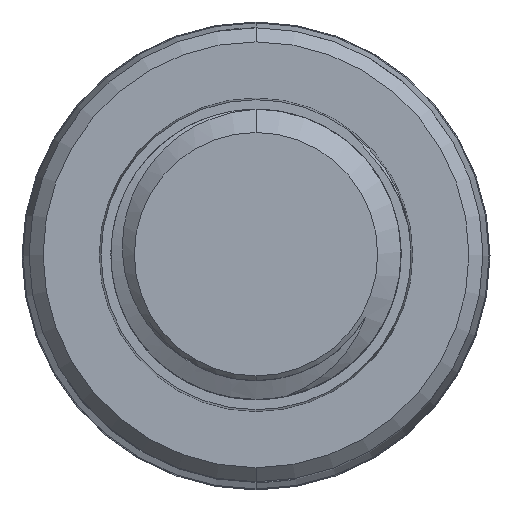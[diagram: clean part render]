
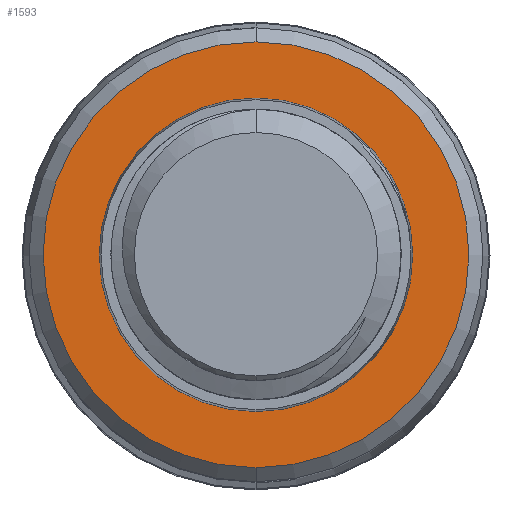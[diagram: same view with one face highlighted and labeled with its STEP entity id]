
A CAD part, top view. The second image highlights one B-rep face of the part: STEP entity #1593.
In plain terms, the highlighted face is planar.
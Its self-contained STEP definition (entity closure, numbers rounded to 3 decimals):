
#427=CARTESIAN_POINT('',(0.,0.,0.));
#428=DIRECTION('',(0.,0.,-1.));
#429=DIRECTION('',(0.,1.,0.));
#430=AXIS2_PLACEMENT_3D('',#427,#428,#429);
#435=CARTESIAN_POINT('',(0.,0.,0.));
#436=DIRECTION('',(0.,0.,1.));
#437=DIRECTION('',(0.,1.,0.));
#438=AXIS2_PLACEMENT_3D('',#435,#436,#437);
#443=CARTESIAN_POINT('',(0.,0.,0.));
#444=DIRECTION('',(0.,0.,1.));
#445=DIRECTION('',(0.,1.,0.));
#446=AXIS2_PLACEMENT_3D('',#443,#444,#445);
#451=CARTESIAN_POINT('',(0.,0.,0.));
#452=DIRECTION('',(0.,0.,1.));
#453=DIRECTION('',(0.,-1.,0.));
#454=AXIS2_PLACEMENT_3D('',#451,#452,#453);
#1147=CARTESIAN_POINT('',(0.,3.35,0.));
#1149=VERTEX_POINT('',#1147);
#1151=CARTESIAN_POINT('',(0.,-3.35,0.));
#1153=VERTEX_POINT('',#1151);
#1216=CARTESIAN_POINT('',(0.,4.55,0.));
#1217=CARTESIAN_POINT('',(0.,-4.55,0.));
#1218=VERTEX_POINT('',#1216);
#1219=VERTEX_POINT('',#1217);
#1578=CARTESIAN_POINT('',(0.,0.,0.));
#1579=DIRECTION('',(0.,0.,-1.));
#1580=DIRECTION('',(0.,-1.,0.));
#1581=AXIS2_PLACEMENT_3D('',#1578,#1579,#1580);
#1582=PLANE('',#1581);
#1583=ORIENTED_EDGE('',*,*,#1558,.T.);
#1584=ORIENTED_EDGE('',*,*,#1572,.T.);
#1585=EDGE_LOOP('',(#1583,#1584));
#1586=FACE_OUTER_BOUND('',#1585,.F.);
#1588=ORIENTED_EDGE('',*,*,#1587,.T.);
#1590=ORIENTED_EDGE('',*,*,#1589,.F.);
#1591=EDGE_LOOP('',(#1588,#1590));
#1592=FACE_BOUND('',#1591,.F.);
#431=CIRCLE('',#430,3.35);
#439=CIRCLE('',#438,3.35);
#447=CIRCLE('',#446,4.55);
#455=CIRCLE('',#454,4.55);
#1558=EDGE_CURVE('',#1218,#1219,#447,.T.);
#1572=EDGE_CURVE('',#1219,#1218,#455,.T.);
#1587=EDGE_CURVE('',#1149,#1153,#431,.T.);
#1589=EDGE_CURVE('',#1149,#1153,#439,.T.);
#1593=ADVANCED_FACE('',(#1586,#1592),#1582,.T.);
